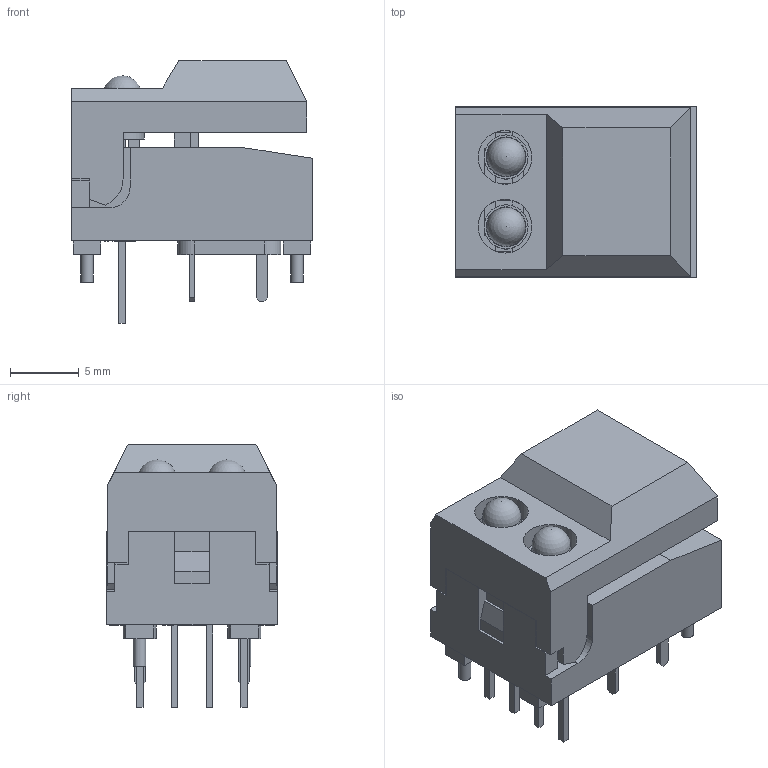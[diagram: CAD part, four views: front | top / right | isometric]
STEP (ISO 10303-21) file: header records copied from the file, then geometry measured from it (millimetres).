
FILE_DESCRIPTION((' '),'2;1');
FILE_NAME('5501Mxxxxxxxxx.stp','2017-09-01T14:03:23',(' '),(' '),' ','ACIS',' ');
FILE_SCHEMA(('CONFIG_CONTROL_DESIGN'));
Length unit declared in the file: millimetre
Products named in the file (5): 5501Mxxxxxxxxx.stp; Body1; Body2; Body3; Body4
Assembly tree (4 placements, depth 2):
  5501Mxxxxxxxxx.stp
    Body1
    Body2
    Body3
    Body4
Bounding box: 17.5 x 12.4 x 19.1 mm (x, y, z)
Volume: 1950.6 mm3; surface area: 2379.7 mm2
Topology: 4 solids, 4 shells, 275 faces, 727 edges, 482 vertices
Faces by surface type: plane 234, cylinder 37, sphere 2, cone 2
Full cylindrical faces by diameter (mm): 0.7 x4, 0.9 x2, 1.2 x3, 3.2 x2, 3.9 x2
Entity records: 8986 total; most frequent: CARTESIAN_POINT 1468, ORIENTED_EDGE 1412, DIRECTION 1352, EDGE_CURVE 706, VECTOR 628, LINE 628, VERTEX_POINT 478, AXIS2_PLACEMENT_3D 362
